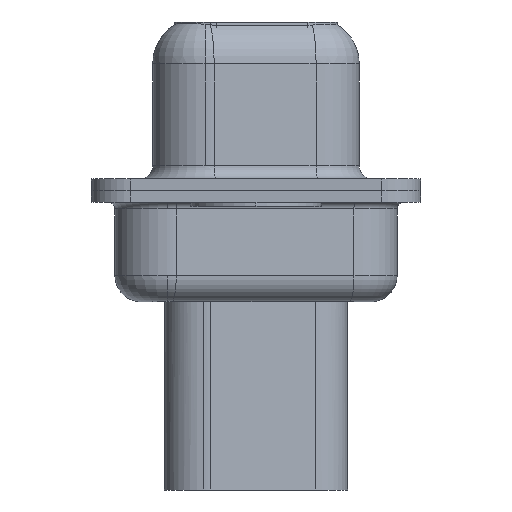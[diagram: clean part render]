
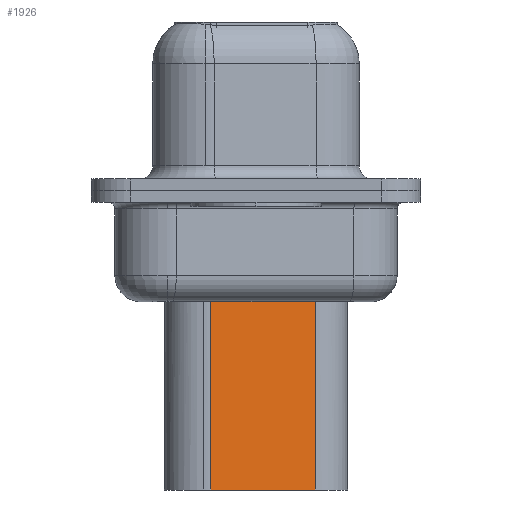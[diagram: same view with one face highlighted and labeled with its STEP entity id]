
A CAD part, left-side view. The second image highlights one B-rep face of the part: STEP entity #1926.
In plain terms, the highlighted planar face has unit normal (-0.985, -0.174, 0).
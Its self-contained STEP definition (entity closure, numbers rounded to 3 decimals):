
#339 = DIRECTION ( 'NONE',  ( 0., 0., -1. ) ) ;
#582 = VERTEX_POINT ( 'NONE', #4882 ) ;
#845 = CARTESIAN_POINT ( 'NONE',  ( 4.524, 1.74, -11.45 ) ) ;
#1053 = VECTOR ( 'NONE', #339, 1000. ) ;
#1206 = CARTESIAN_POINT ( 'NONE',  ( 4.524, 1.74, -3.1 ) ) ;
#1926 = ADVANCED_FACE ( 'NONE', ( #6750 ), #2541, .T. ) ;
#2044 = DIRECTION ( 'NONE',  ( 0., 0., -1. ) ) ;
#2336 = CARTESIAN_POINT ( 'NONE',  ( 4.353, 2.709, -3.975 ) ) ;
#2541 = PLANE ( 'NONE',  #6400 ) ;
#2819 = LINE ( 'NONE', #1206, #6970 ) ;
#3183 = DIRECTION ( 'NONE',  ( -0.174, 0.985, 0. ) ) ;
#3269 = LINE ( 'NONE', #6177, #1053 ) ;
#3276 = EDGE_LOOP ( 'NONE', ( #6180, #6553, #5179, #3921 ) ) ;
#3458 = VERTEX_POINT ( 'NONE', #4618 ) ;
#3628 = LINE ( 'NONE', #845, #7756 ) ;
#3921 = ORIENTED_EDGE ( 'NONE', *, *, #10471, .F. ) ;
#3990 = CARTESIAN_POINT ( 'NONE',  ( 4.524, 1.74, -3.1 ) ) ;
#4202 = DIRECTION ( 'NONE',  ( -0.174, 0.985, 0. ) ) ;
#4574 = CARTESIAN_POINT ( 'NONE',  ( 4.524, 1.74, -3.975 ) ) ;
#4618 = CARTESIAN_POINT ( 'NONE',  ( 5.229, -2.26, -3.975 ) ) ;
#4679 = VECTOR ( 'NONE', #3183, 1000. ) ;
#4711 = VERTEX_POINT ( 'NONE', #5650 ) ;
#4810 = DIRECTION ( 'NONE',  ( -0.985, -0.174, 0. ) ) ;
#4882 = CARTESIAN_POINT ( 'NONE',  ( 4.524, 1.74, -11.45 ) ) ;
#4933 = LINE ( 'NONE', #2336, #4679 ) ;
#5147 = VERTEX_POINT ( 'NONE', #4574 ) ;
#5179 = ORIENTED_EDGE ( 'NONE', *, *, #6835, .T. ) ;
#5650 = CARTESIAN_POINT ( 'NONE',  ( 5.229, -2.26, -11.45 ) ) ;
#6177 = CARTESIAN_POINT ( 'NONE',  ( 5.229, -2.26, -3.1 ) ) ;
#6180 = ORIENTED_EDGE ( 'NONE', *, *, #8644, .F. ) ;
#6400 = AXIS2_PLACEMENT_3D ( 'NONE', #3990, #4810, #10621 ) ;
#6553 = ORIENTED_EDGE ( 'NONE', *, *, #10297, .T. ) ;
#6750 = FACE_OUTER_BOUND ( 'NONE', #3276, .T. ) ;
#6835 = EDGE_CURVE ( 'NONE', #5147, #582, #2819, .T. ) ;
#6970 = VECTOR ( 'NONE', #2044, 1000. ) ;
#7756 = VECTOR ( 'NONE', #4202, 1000. ) ;
#8644 = EDGE_CURVE ( 'NONE', #3458, #4711, #3269, .T. ) ;
#10297 = EDGE_CURVE ( 'NONE', #3458, #5147, #4933, .T. ) ;
#10471 = EDGE_CURVE ( 'NONE', #4711, #582, #3628, .T. ) ;
#10621 = DIRECTION ( 'NONE',  ( 0.174, -0.985, 0. ) ) ;
